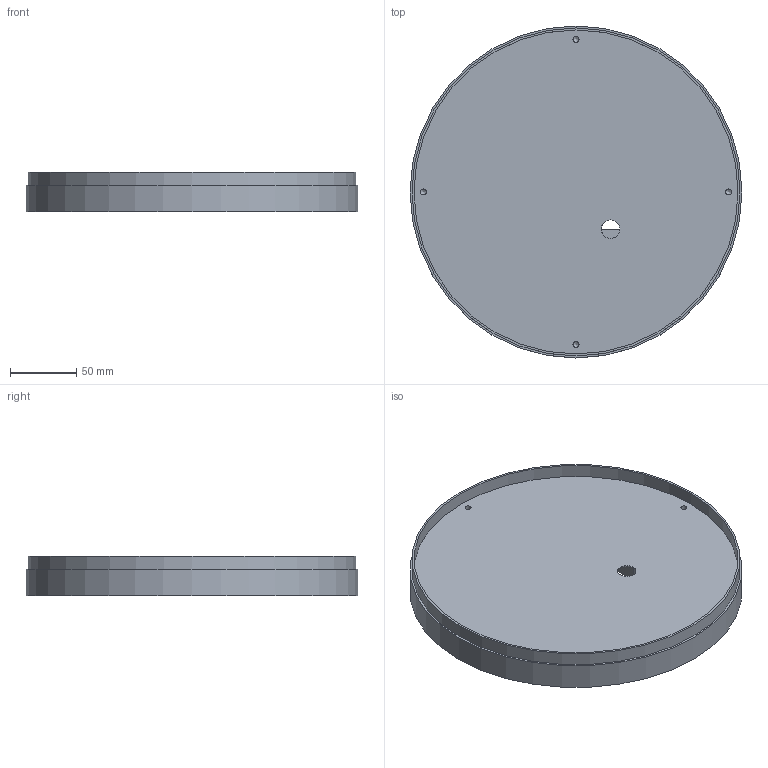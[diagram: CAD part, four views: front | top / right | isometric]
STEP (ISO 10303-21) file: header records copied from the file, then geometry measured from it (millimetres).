
FILE_DESCRIPTION(/* description */ (''),/* implementation_level */ '2;1');
FILE_NAME(/* name */ 'Bottom_v3.step',/* time_stamp */ '2025-12-16T23:58:17+01:00',/* author */ (''),/* organization */ (''),/* preprocessor_version */ 'ST-DEVELOPER v20.1',/* originating_system */ 'Autodesk Translation Framework v14.21.0.0',/* authorisation */ '');
FILE_SCHEMA (('AUTOMOTIVE_DESIGN { 1 0 10303 214 3 1 1 }'));
Length unit declared in the file: millimetre
Products named in the file (1): 2025-10-28-12-04-14-960
Bounding box: 250 x 250 x 30 mm (x, y, z)
Volume: 915234 mm3; surface area: 135186.4 mm2
Topology: 1 solids, 1 shells, 38 faces, 95 edges, 62 vertices
Faces by surface type: plane 25, cylinder 9, cone 4
Full cylindrical faces by diameter (mm): 4.529 x4, 14 x1, 244 x1, 247 x1, 250 x1
Entity records: 1168 total; most frequent: CARTESIAN_POINT 192, DIRECTION 189, ORIENTED_EDGE 182, EDGE_CURVE 91, LINE 71, VECTOR 71, VERTEX_POINT 62, AXIS2_PLACEMENT_3D 59
